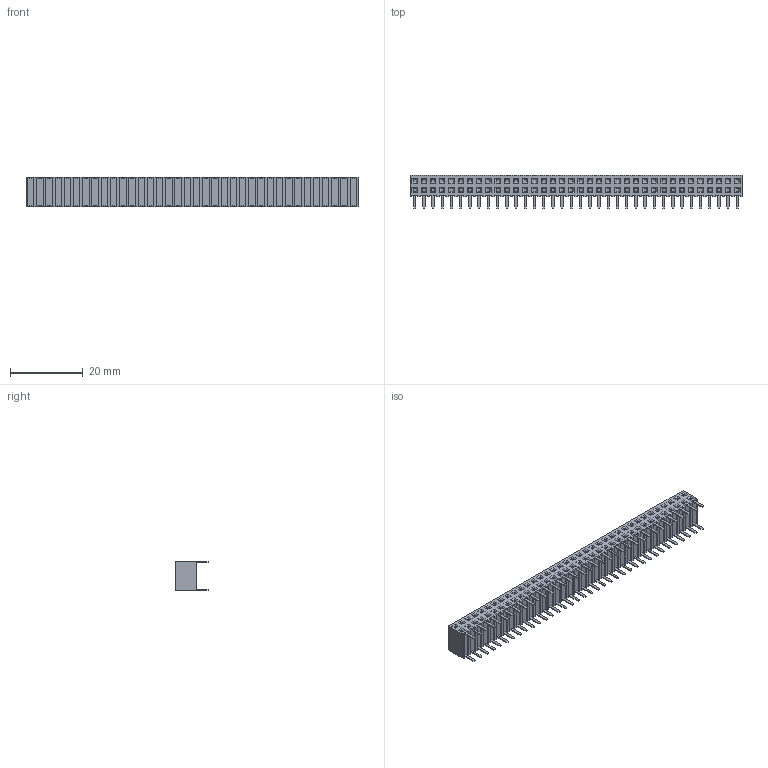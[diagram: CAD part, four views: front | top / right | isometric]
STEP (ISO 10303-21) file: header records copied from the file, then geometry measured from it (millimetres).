
FILE_DESCRIPTION(/* description */ (''),/* implementation_level */ '2;1');
FILE_NAME(/* name */ '960272-7102-XX',/* time_stamp */ '2007-06-18T08:13:38+02:00',/* author */ (''),/* organization */ (''),/* preprocessor_version */ 'ST-DEVELOPER v9',/* originating_system */ 'UGS - NX 4.0',/* authorisation */ '');
FILE_SCHEMA (('AUTOMOTIVE_DESIGN { 1 0 10303 214 1 1 1 1 }'));
Length unit declared in the file: millimetre
Products named in the file (1): 960272-7102-XX
Bounding box: 91.44 x 9.1 x 8.1 mm (x, y, z)
Volume: 3909.6 mm3; surface area: 4256.7 mm2
Topology: 1 solids, 1 shells, 1302 faces, 3180 edges, 2024 vertices
Faces by surface type: plane 1302
Entity records: 37044 total; most frequent: CARTESIAN_POINT 6507, ORIENTED_EDGE 6360, DIRECTION 5786, EDGE_CURVE 3180, LINE 3180, VECTOR 3180, VERTEX_POINT 2024, EDGE_LOOP 1446
